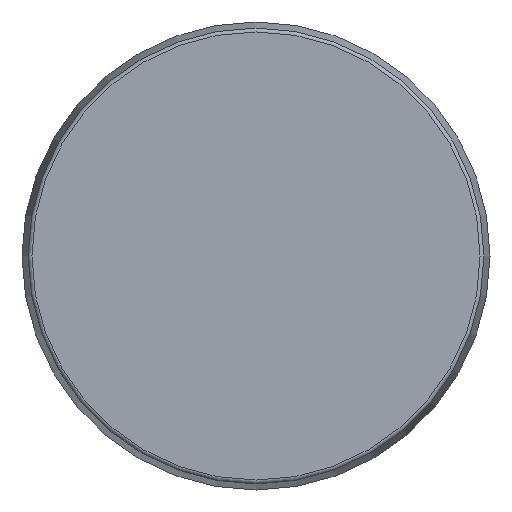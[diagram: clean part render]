
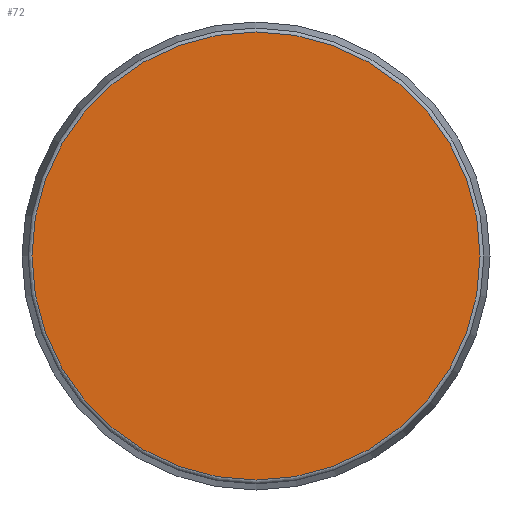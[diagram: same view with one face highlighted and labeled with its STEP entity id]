
A CAD part, front view. The second image highlights one B-rep face of the part: STEP entity #72.
In plain terms, the highlighted planar face has unit normal (0, -1, 0).
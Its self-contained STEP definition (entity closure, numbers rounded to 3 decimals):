
#72 = ADVANCED_FACE( '', ( #168 ), #169, .F. );
#168 = FACE_OUTER_BOUND( '', #303, .T. );
#169 = PLANE( '', #304 );
#303 = EDGE_LOOP( '', ( #525 ) );
#304 = AXIS2_PLACEMENT_3D( '', #526, #527, #528 );
#525 = ORIENTED_EDGE( '', *, *, #763, .T. );
#526 = CARTESIAN_POINT( '', ( 57.455, 0., 0. ) );
#527 = DIRECTION( '', ( 0., 1., 0. ) );
#528 = DIRECTION( '', ( 0., 0., 1. ) );
#763 = EDGE_CURVE( '', #875, #875, #876, .T. );
#875 = VERTEX_POINT( '', #1079 );
#876 = CIRCLE( '', #1080, 57.455 );
#1079 = CARTESIAN_POINT( '', ( 0., 0., -57.455 ) );
#1080 = AXIS2_PLACEMENT_3D( '', #1313, #1314, #1315 );
#1313 = CARTESIAN_POINT( '', ( 0., 0., 0. ) );
#1314 = DIRECTION( '', ( 0., -1., 0. ) );
#1315 = DIRECTION( '', ( 0., 0., -1. ) );
